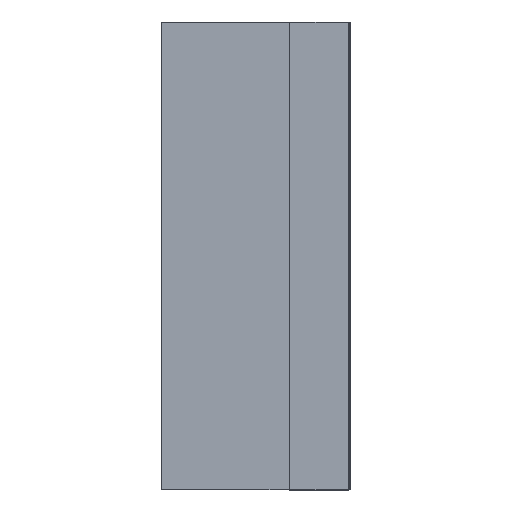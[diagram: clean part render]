
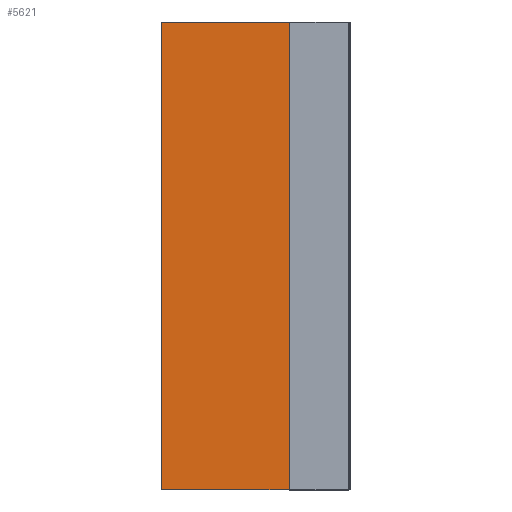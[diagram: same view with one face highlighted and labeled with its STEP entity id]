
A CAD part, left-side view. The second image highlights one B-rep face of the part: STEP entity #5621.
In plain terms, the highlighted face is planar.
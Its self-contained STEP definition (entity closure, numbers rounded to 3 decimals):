
#1 = DIRECTION ( 'NONE',  ( -1., 0., 0. ) ) ;
#214 = CARTESIAN_POINT ( 'NONE',  ( 150., -50., 8. ) ) ;
#758 = EDGE_CURVE ( 'NONE', #4832, #2343, #7397, .T. ) ;
#911 = DIRECTION ( 'NONE',  ( 0., 0., -1. ) ) ;
#1923 = CARTESIAN_POINT ( 'NONE',  ( -150., -50., 8. ) ) ;
#2343 = VERTEX_POINT ( 'NONE', #7297 ) ;
#2656 = ORIENTED_EDGE ( 'NONE', *, *, #758, .T. ) ;
#3029 = CARTESIAN_POINT ( 'NONE',  ( 150., 50., 8. ) ) ;
#3298 = CARTESIAN_POINT ( 'NONE',  ( -150., 50., 8. ) ) ;
#3407 = CARTESIAN_POINT ( 'NONE',  ( 150., -50., 8. ) ) ;
#3556 = VECTOR ( 'NONE', #8806, 1000. ) ;
#3789 = AXIS2_PLACEMENT_3D ( 'NONE', #5531, #911, #1 ) ;
#3796 = VECTOR ( 'NONE', #6130, 1000. ) ;
#4028 = LINE ( 'NONE', #7777, #3556 ) ;
#4097 = EDGE_CURVE ( 'NONE', #9370, #5679, #6193, .T. ) ;
#4832 = VERTEX_POINT ( 'NONE', #3298 ) ;
#5531 = CARTESIAN_POINT ( 'NONE',  ( 0., 0., 8. ) ) ;
#5621 = ADVANCED_FACE ( 'NONE', ( #10985 ), #10136, .F. ) ;
#5679 = VERTEX_POINT ( 'NONE', #3029 ) ;
#6130 = DIRECTION ( 'NONE',  ( 0., 1., 0. ) ) ;
#6193 = LINE ( 'NONE', #3407, #3796 ) ;
#6597 = LINE ( 'NONE', #1923, #6972 ) ;
#6972 = VECTOR ( 'NONE', #8292, 1000. ) ;
#7297 = CARTESIAN_POINT ( 'NONE',  ( -150., -50., 8. ) ) ;
#7397 = LINE ( 'NONE', #8537, #8757 ) ;
#7399 = ORIENTED_EDGE ( 'NONE', *, *, #8063, .T. ) ;
#7777 = CARTESIAN_POINT ( 'NONE',  ( -150., 50., 8. ) ) ;
#7784 = ORIENTED_EDGE ( 'NONE', *, *, #4097, .T. ) ;
#8063 = EDGE_CURVE ( 'NONE', #2343, #9370, #6597, .T. ) ;
#8292 = DIRECTION ( 'NONE',  ( 1., 0., 0. ) ) ;
#8537 = CARTESIAN_POINT ( 'NONE',  ( -150., -50., 8. ) ) ;
#8685 = EDGE_LOOP ( 'NONE', ( #7784, #9731, #2656, #7399 ) ) ;
#8757 = VECTOR ( 'NONE', #9273, 1000. ) ;
#8806 = DIRECTION ( 'NONE',  ( -1., 0., 0. ) ) ;
#9273 = DIRECTION ( 'NONE',  ( 0., -1., 0. ) ) ;
#9370 = VERTEX_POINT ( 'NONE', #214 ) ;
#9731 = ORIENTED_EDGE ( 'NONE', *, *, #11137, .T. ) ;
#10136 = PLANE ( 'NONE',  #3789 ) ;
#10985 = FACE_OUTER_BOUND ( 'NONE', #8685, .T. ) ;
#11137 = EDGE_CURVE ( 'NONE', #5679, #4832, #4028, .T. ) ;
